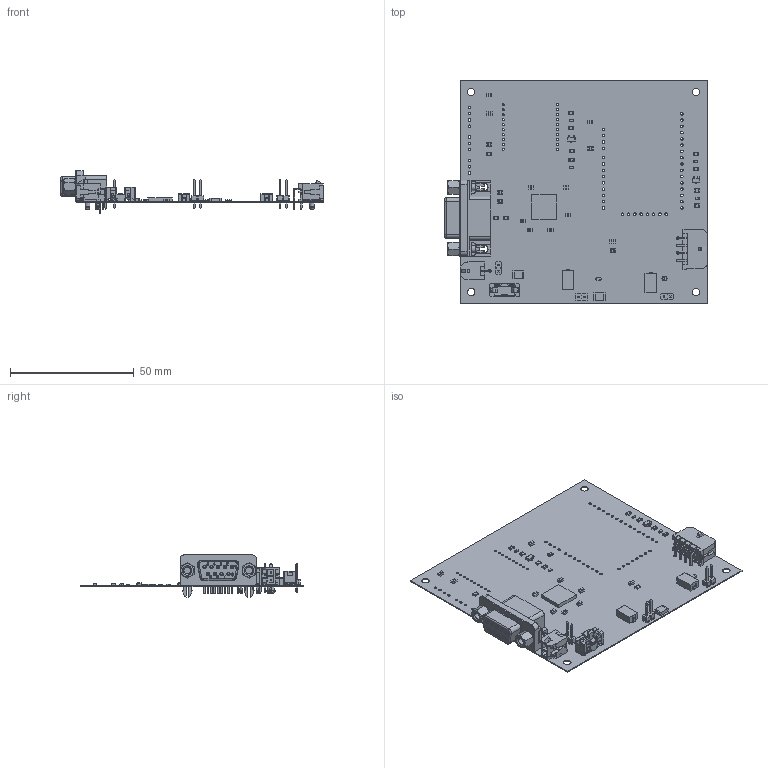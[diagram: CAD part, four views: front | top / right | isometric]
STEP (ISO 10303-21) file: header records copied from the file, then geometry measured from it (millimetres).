
FILE_DESCRIPTION(('Open CASCADE Model'),'2;1');
FILE_NAME('Open CASCADE Shape Model','2020-06-22T16:52:18',('Author'),( 'Open CASCADE'),'Open CASCADE STEP processor 6.8','Open CASCADE 6.8' ,'Unknown');
FILE_SCHEMA(('AUTOMOTIVE_DESIGN { 1 0 10303 214 1 1 1 1 }'));
Length unit declared in the file: millimetre
Products named in the file (86): PCB; Board; Open CASCADE STEP translator 6.8 4.1.1; CAN; DB9_-_203-09SCKKBE; Corpo_plastico; Chapa_frontal; Trava; Parafuso_sextavado; Porca; Pino_pequeno; Pino_grande; 12V_PWR; 430450200; Open CASCADE STEP translator 6.8 4.3.1.1; Open CASCADE STEP translator 6.8 4.3.1.2; R1.9; RESC-0805; Open CASCADE STEP translator 6.8 4.4.1.1; Open CASCADE STEP translator 6.8 4.4.1.2; R2.7; C2.9; C0805; C2.3; C2.1; R1.7; R1.6; U1.1; 5973489712; Extruded; R2.10; R2.9; R2.8; R2.6; R2.5; R2.4; R2.1; R1.5; R1.4; R1.2 ...
Assembly tree (130 placements, depth 4):
  PCB
    Board
      Open CASCADE STEP translator 6.8 4.1.1
    CAN
      DB9_-_203-09SCKKBE
        Corpo_plastico
        Chapa_frontal
        Trava  x2
        Parafuso_sextavado  x2
        Porca  x2
        Pino_pequeno  x4
        Pino_grande  x5
    12V_PWR
      430450200
        Open CASCADE STEP translator 6.8 4.3.1.1
        Open CASCADE STEP translator 6.8 4.3.1.2
    R1.9
      RESC-0805
        Open CASCADE STEP translator 6.8 4.4.1.1
        Open CASCADE STEP translator 6.8 4.4.1.2
    R2.7
      RESC-0805
        Open CASCADE STEP translator 6.8 4.4.1.1
        Open CASCADE STEP translator 6.8 4.4.1.2
    C2.9
      C0805
    C2.3
      C0805
    C2.1
      C0805
    R1.7
      RESC-0805
        Open CASCADE STEP translator 6.8 4.4.1.1
        Open CASCADE STEP translator 6.8 4.4.1.2
    R1.6
      RESC-0805
        Open CASCADE STEP translator 6.8 4.4.1.1
        Open CASCADE STEP translator 6.8 4.4.1.2
    U1.1
      5973489712
        Extruded
    R2.10
      RESC-0805
        Open CASCADE STEP translator 6.8 4.4.1.1
        Open CASCADE STEP translator 6.8 4.4.1.2
    R2.9
      RESC-0805
        Open CASCADE STEP translator 6.8 4.4.1.1
        Open CASCADE STEP translator 6.8 4.4.1.2
    R2.8
      RESC-0805
        Open CASCADE STEP translator 6.8 4.4.1.1
        Open CASCADE STEP translator 6.8 4.4.1.2
    R2.6
      RESC-0805
        Open CASCADE STEP translator 6.8 4.4.1.1
        Open CASCADE STEP translator 6.8 4.4.1.2
    R2.5
      RESC-0805
        Open CASCADE STEP translator 6.8 4.4.1.1
Bounding box: 106.27 x 89.99 x 17 mm (x, y, z)
Volume: 9356.3 mm3; surface area: 26806.4 mm2
Topology: 113 solids, 413 shells, 3804 faces, 10305 edges, 7216 vertices
Faces by surface type: plane 2794, cylinder 699, bspline 179, sphere 68, cone 38, torus 26
Full cylindrical faces by diameter (mm): 0.87 x20, 1 x6, 1.02 x57, 1.143 x9, 3 x7, 3.302 x2
Entity records: 75267 total; most frequent: CARTESIAN_POINT 18521, ORIENTED_EDGE 10086, DIRECTION 9519, EDGE_CURVE 5107, LINE 3939, VECTOR 3939, VERTEX_POINT 3278, AXIS2_PLACEMENT_3D 2790
